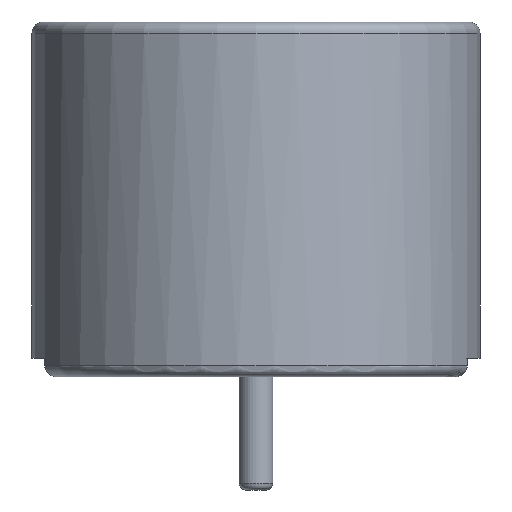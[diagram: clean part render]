
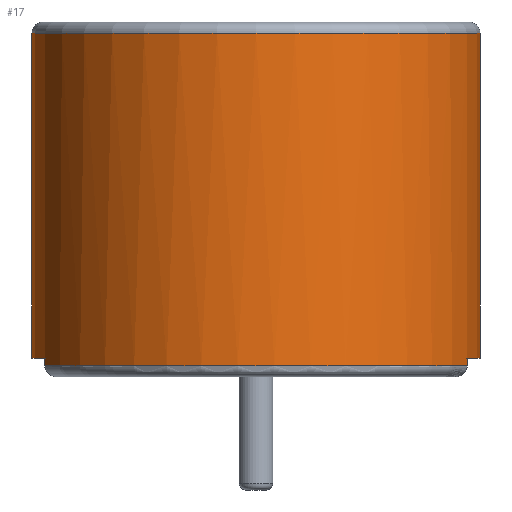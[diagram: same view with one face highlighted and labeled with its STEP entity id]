
A CAD part, left-side view. The second image highlights one B-rep face of the part: STEP entity #17.
In plain terms, the highlighted cylindrical face has radius 6 mm (diameter 12 mm), a full revolution.
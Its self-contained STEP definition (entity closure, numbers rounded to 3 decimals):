
#13=DIRECTION('',(0.,0.,1.));
#17=ADVANCED_FACE('',(#18),#90,.T.);
#18=FACE_BOUND('',#19,.F.);
#19=EDGE_LOOP('',(#20,#31,#38,#44,#45,#49,#57,#66,#72,#76,#82,#86));
#20=ORIENTED_EDGE('',*,*,#21,.F.);
#21=EDGE_CURVE('',#22,#24,#26,.T.);
#22=VERTEX_POINT('',#23);
#23=CARTESIAN_POINT('',(9.8,0.,0.33));
#24=VERTEX_POINT('',#25);
#25=CARTESIAN_POINT('',(5.8,5.657,0.33));
#26=CIRCLE('',#27,6.);
#27=AXIS2_PLACEMENT_3D('',#28,#29,#30);
#28=CARTESIAN_POINT('',(3.8,0.,0.33));
#29=DIRECTION('',(0.,0.,1.));
#30=DIRECTION('',(1.,0.,0.));
#31=ORIENTED_EDGE('',*,*,#32,.T.);
#32=EDGE_CURVE('',#22,#33,#35,.T.);
#33=VERTEX_POINT('',#34);
#34=CARTESIAN_POINT('',(9.8,0.,9.23));
#35=LINE('',#36,#37);
#36=CARTESIAN_POINT('',(9.8,0.,0.03));
#37=VECTOR('',#13,1.);
#38=ORIENTED_EDGE('',*,*,#39,.T.);
#39=EDGE_CURVE('',#33,#33,#40,.T.);
#40=CIRCLE('',#41,6.);
#41=AXIS2_PLACEMENT_3D('',#42,#29,#43);
#42=CARTESIAN_POINT('',(3.8,0.,9.23));
#43=DIRECTION('',(1.,0.,0.));
#44=ORIENTED_EDGE('',*,*,#32,.F.);
#45=ORIENTED_EDGE('',*,*,#46,.F.);
#46=EDGE_CURVE('',#47,#22,#26,.T.);
#47=VERTEX_POINT('',#48);
#48=CARTESIAN_POINT('',(5.8,-5.657,0.33));
#49=ORIENTED_EDGE('',*,*,#50,.F.);
#50=EDGE_CURVE('',#51,#47,#53,.T.);
#51=VERTEX_POINT('',#52);
#52=CARTESIAN_POINT('',(5.8,-5.657,0.53));
#53=LINE('',#54,#55);
#54=CARTESIAN_POINT('',(5.8,-5.657,0.03));
#55=VECTOR('',#56,1.);
#56=DIRECTION('',(0.,0.,-1.));
#57=ORIENTED_EDGE('',*,*,#58,.T.);
#58=EDGE_CURVE('',#51,#59,#61,.T.);
#59=VERTEX_POINT('',#60);
#60=CARTESIAN_POINT('',(1.8,-5.657,0.53));
#61=CIRCLE('',#62,6.);
#62=AXIS2_PLACEMENT_3D('',#63,#64,#65);
#63=CARTESIAN_POINT('',(3.8,0.,0.53));
#64=DIRECTION('',(0.,0.,-1.));
#65=DIRECTION('',(1.,0.,0.));
#66=ORIENTED_EDGE('',*,*,#67,.T.);
#67=EDGE_CURVE('',#59,#68,#70,.T.);
#68=VERTEX_POINT('',#69);
#69=CARTESIAN_POINT('',(1.8,-5.657,0.33));
#70=LINE('',#71,#55);
#71=CARTESIAN_POINT('',(1.8,-5.657,0.03));
#72=ORIENTED_EDGE('',*,*,#73,.F.);
#73=EDGE_CURVE('',#74,#68,#26,.T.);
#74=VERTEX_POINT('',#75);
#75=CARTESIAN_POINT('',(1.8,5.657,0.33));
#76=ORIENTED_EDGE('',*,*,#77,.F.);
#77=EDGE_CURVE('',#78,#74,#80,.T.);
#78=VERTEX_POINT('',#79);
#79=CARTESIAN_POINT('',(1.8,5.657,0.53));
#80=LINE('',#81,#55);
#81=CARTESIAN_POINT('',(1.8,5.657,0.03));
#82=ORIENTED_EDGE('',*,*,#83,.T.);
#83=EDGE_CURVE('',#78,#84,#61,.T.);
#84=VERTEX_POINT('',#85);
#85=CARTESIAN_POINT('',(5.8,5.657,0.53));
#86=ORIENTED_EDGE('',*,*,#87,.T.);
#87=EDGE_CURVE('',#84,#24,#88,.T.);
#88=LINE('',#89,#55);
#89=CARTESIAN_POINT('',(5.8,5.657,0.03));
#90=CYLINDRICAL_SURFACE('',#91,6.);
#91=AXIS2_PLACEMENT_3D('',#92,#56,#65);
#92=CARTESIAN_POINT('',(3.8,0.,0.03));
